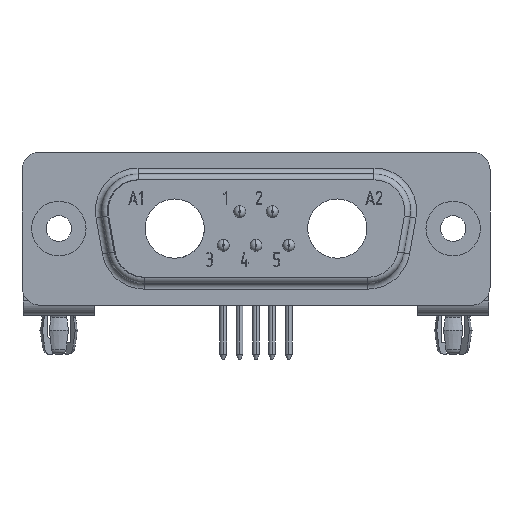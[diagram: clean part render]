
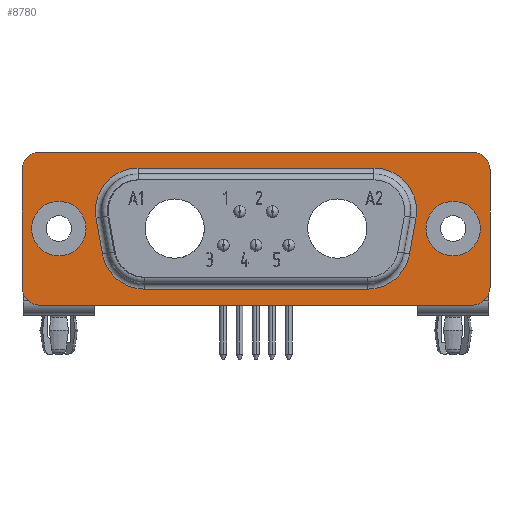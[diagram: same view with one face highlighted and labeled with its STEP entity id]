
A CAD part, front view. The second image highlights one B-rep face of the part: STEP entity #8780.
In plain terms, the highlighted face is planar.
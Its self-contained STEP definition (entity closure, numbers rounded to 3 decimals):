
#550=CARTESIAN_POINT('',(-194.125,176.577,0.66)
);
#560=DIRECTION('',(1.,0.,0.));
#570=VECTOR('',#560,1.);
#580=LINE('',#550,#570);
#590=CARTESIAN_POINT('',(-220.901,176.577,0.66));
#600=VERTEX_POINT('',#590);
#610=CARTESIAN_POINT('',(-210.971,176.577,0.66));
#620=VERTEX_POINT('',#610);
#630=EDGE_CURVE('',#600,#620,#580,.T.);
#4610=CARTESIAN_POINT('',(-210.971,216.097,0.66));
#4620=VERTEX_POINT('',#4610);
#4650=CARTESIAN_POINT('',(-194.125,216.097,0.66
));
#4660=DIRECTION('',(1.,0.,0.));
#4670=VECTOR('',#4660,1.);
#4680=LINE('',#4650,#4670);
#4690=CARTESIAN_POINT('',(-220.901,216.097,0.66));
#4700=VERTEX_POINT('',#4690);
#4710=EDGE_CURVE('',#4700,#4620,#4680,.T.);
#6040=CARTESIAN_POINT('',(-209.471,178.077,0.66));
#6050=VERTEX_POINT('',#6040);
#6080=CARTESIAN_POINT('',(-209.471,175.246,0.66
));
#6090=DIRECTION('',(0.,1.,0.));
#6100=VECTOR('',#6090,1.);
#6110=LINE('',#6080,#6100);
#6120=CARTESIAN_POINT('',(-209.471,214.597,0.66));
#6130=VERTEX_POINT('',#6120);
#6140=EDGE_CURVE('',#6050,#6130,#6110,.T.);
#7020=CARTESIAN_POINT('',(-218.236,179.687,0.66));
#7030=VERTEX_POINT('',#7020);
#7060=CARTESIAN_POINT('',(-215.936,179.687,0.66));
#7070=DIRECTION('',(0.,0.,1.));
#7080=DIRECTION('',(-1.,0.,0.));
#7090=AXIS2_PLACEMENT_3D('',#7060,#7070,#7080);
#7100=CIRCLE('',#7090,2.3);
#7110=CARTESIAN_POINT('',(-213.636,179.687,0.66));
#7120=VERTEX_POINT('',#7110);
#7130=EDGE_CURVE('',#7120,#7030,#7100,.T.);
#7400=CARTESIAN_POINT('',(-212.257,199.67,
0.66));
#7410=DIRECTION('',(0.,0.,1.));
#7420=DIRECTION('',(-1.,0.,0.));
#7430=AXIS2_PLACEMENT_3D('',#7400,#7410,#7420);
#7440=PLANE('',#7430);
#7450=EDGE_CURVE('',#7030,#7120,#7100,.T.);
#7460=ORIENTED_EDGE('',*,*,#7450,.F.);
#7470=ORIENTED_EDGE('',*,*,#7130,.F.);
#7480=EDGE_LOOP('',(#7470,#7460));
#7490=FACE_BOUND('',#7480,.T.);
#7500=CARTESIAN_POINT('',(-214.421,186.377,0.66));
#7510=DIRECTION('',(0.,0.,1.));
#7520=DIRECTION('',(0.,1.,0.));
#7530=AXIS2_PLACEMENT_3D('',#7500,#7510,#7520);
#7540=CIRCLE('',#7530,3.6);
#7550=CARTESIAN_POINT('',(-215.046,182.832,
0.66));
#7560=VERTEX_POINT('',#7550);
#7570=CARTESIAN_POINT('',(-210.821,186.377,0.66));
#7580=VERTEX_POINT('',#7570);
#7590=EDGE_CURVE('',#7560,#7580,#7540,.T.);
#7600=ORIENTED_EDGE('',*,*,#7590,.F.);
#7610=CARTESIAN_POINT('',(-210.821,175.246,0.66
));
#7620=DIRECTION('',(0.,1.,0.));
#7630=VECTOR('',#7620,1.);
#7640=LINE('',#7610,#7630);
#7650=CARTESIAN_POINT('',(-210.821,206.297,0.66));
#7660=VERTEX_POINT('',#7650);
#7670=EDGE_CURVE('',#7580,#7660,#7640,.T.);
#7680=ORIENTED_EDGE('',*,*,#7670,.F.);
#7690=CARTESIAN_POINT('',(-214.421,206.297,0.66));
#7700=DIRECTION('',(0.,0.,1.));
#7710=DIRECTION('',(0.,1.,0.));
#7720=AXIS2_PLACEMENT_3D('',#7690,#7700,#7710);
#7730=CIRCLE('',#7720,3.6);
#7740=CARTESIAN_POINT('',(-215.046,209.843,
0.66));
#7750=VERTEX_POINT('',#7740);
#7760=EDGE_CURVE('',#7660,#7750,#7730,.T.);
#7770=ORIENTED_EDGE('',*,*,#7760,.F.);
#7780=CARTESIAN_POINT('',(-194.125,213.531,
0.66));
#7790=DIRECTION('',(0.985,0.174,
0.));
#7800=VECTOR('',#7790,1.);
#7810=LINE('',#7780,#7800);
#7820=CARTESIAN_POINT('',(-218.076,209.308,
0.66));
#7830=VERTEX_POINT('',#7820);
#7840=EDGE_CURVE('',#7830,#7750,#7810,.T.);
#7850=ORIENTED_EDGE('',*,*,#7840,.T.);
#7860=CARTESIAN_POINT('',(-217.451,205.763,0.66
));
#7870=DIRECTION('',(0.,0.,-1.));
#7880=DIRECTION('',(0.,-1.,0.));
#7890=AXIS2_PLACEMENT_3D('',#7860,#7870,#7880);
#7900=CIRCLE('',#7890,3.6);
#7910=CARTESIAN_POINT('',(-221.051,205.763,0.66
));
#7920=VERTEX_POINT('',#7910);
#7930=EDGE_CURVE('',#7920,#7830,#7900,.T.);
#7940=ORIENTED_EDGE('',*,*,#7930,.T.);
#7950=CARTESIAN_POINT('',(-221.051,175.246,0.66));
#7960=DIRECTION('',(0.,-1.,0.));
#7970=VECTOR('',#7960,1.);
#7980=LINE('',#7950,#7970);
#7990=CARTESIAN_POINT('',(-221.051,186.912,0.66
));
#8000=VERTEX_POINT('',#7990);
#8010=EDGE_CURVE('',#7920,#8000,#7980,.T.);
#8020=ORIENTED_EDGE('',*,*,#8010,.F.);
#8030=CARTESIAN_POINT('',(-217.451,186.912,0.66
));
#8040=DIRECTION('',(0.,0.,1.));
#8050=DIRECTION('',(0.,1.,0.));
#8060=AXIS2_PLACEMENT_3D('',#8030,#8040,#8050);
#8070=CIRCLE('',#8060,3.6);
#8080=CARTESIAN_POINT('',(-218.076,183.366,0.66));
#8090=VERTEX_POINT('',#8080);
#8100=EDGE_CURVE('',#8000,#8090,#8070,.T.);
#8110=ORIENTED_EDGE('',*,*,#8100,.F.);
#8120=CARTESIAN_POINT('',(-194.125,179.143,
0.66));
#8130=DIRECTION('',(-0.985,0.174,
0.));
#8140=VECTOR('',#8130,1.);
#8150=LINE('',#8120,#8140);
#8160=EDGE_CURVE('',#7560,#8090,#8150,.T.);
#8170=ORIENTED_EDGE('',*,*,#8160,.T.);
#8180=EDGE_LOOP('',(#8170,#8110,#8020,#7940,#7850,#7770,#7680,#7600));
#8190=FACE_BOUND('',#8180,.T.);
#8200=CARTESIAN_POINT('',(-215.936,212.987,0.66));
#8210=DIRECTION('',(0.,0.,1.));
#8220=DIRECTION('',(-1.,0.,0.));
#8230=AXIS2_PLACEMENT_3D('',#8200,#8210,#8220);
#8240=CIRCLE('',#8230,2.3);
#8250=CARTESIAN_POINT('',(-218.236,212.987,0.66));
#8260=VERTEX_POINT('',#8250);
#8270=CARTESIAN_POINT('',(-213.636,212.987,0.66));
#8280=VERTEX_POINT('',#8270);
#8290=EDGE_CURVE('',#8260,#8280,#8240,.T.);
#8300=ORIENTED_EDGE('',*,*,#8290,.F.);
#8310=EDGE_CURVE('',#8280,#8260,#8240,.T.);
#8320=ORIENTED_EDGE('',*,*,#8310,.F.);
#8330=EDGE_LOOP('',(#8320,#8300));
#8340=FACE_BOUND('',#8330,.T.);
#8350=CARTESIAN_POINT('',(-220.901,214.597,0.66));
#8360=DIRECTION('',(0.,0.,1.));
#8370=DIRECTION('',(1.,0.,0.));
#8380=AXIS2_PLACEMENT_3D('',#8350,#8360,#8370);
#8390=CIRCLE('',#8380,1.5);
#8400=CARTESIAN_POINT('',(-222.401,214.597,0.66));
#8410=VERTEX_POINT('',#8400);
#8420=EDGE_CURVE('',#4700,#8410,#8390,.T.);
#8430=ORIENTED_EDGE('',*,*,#8420,.T.);
#8440=ORIENTED_EDGE('',*,*,#4710,.F.);
#8450=CARTESIAN_POINT('',(-210.971,214.597,0.66));
#8460=DIRECTION('',(0.,0.,-1.));
#8470=DIRECTION('',(-1.,0.,0.));
#8480=AXIS2_PLACEMENT_3D('',#8450,#8460,#8470);
#8490=CIRCLE('',#8480,1.5);
#8500=EDGE_CURVE('',#4620,#6130,#8490,.T.);
#8510=ORIENTED_EDGE('',*,*,#8500,.F.);
#8520=ORIENTED_EDGE('',*,*,#6140,.T.);
#8530=CARTESIAN_POINT('',(-210.971,178.077,0.66));
#8540=DIRECTION('',(0.,0.,1.));
#8550=DIRECTION('',(0.,1.,0.));
#8560=AXIS2_PLACEMENT_3D('',#8530,#8540,#8550);
#8570=CIRCLE('',#8560,1.5);
#8580=EDGE_CURVE('',#620,#6050,#8570,.T.);
#8590=ORIENTED_EDGE('',*,*,#8580,.T.);
#8600=ORIENTED_EDGE('',*,*,#630,.T.);
#8610=CARTESIAN_POINT('',(-220.901,178.077,0.66));
#8620=DIRECTION('',(0.,0.,-1.));
#8630=DIRECTION('',(0.,-1.,0.));
#8640=AXIS2_PLACEMENT_3D('',#8610,#8620,#8630);
#8650=CIRCLE('',#8640,1.5);
#8660=CARTESIAN_POINT('',(-222.401,178.077,0.66));
#8670=VERTEX_POINT('',#8660);
#8680=EDGE_CURVE('',#600,#8670,#8650,.T.);
#8690=ORIENTED_EDGE('',*,*,#8680,.F.);
#8700=CARTESIAN_POINT('',(-222.401,175.246,0.66
));
#8710=DIRECTION('',(0.,-1.,0.));
#8720=VECTOR('',#8710,1.);
#8730=LINE('',#8700,#8720);
#8740=EDGE_CURVE('',#8410,#8670,#8730,.T.);
#8750=ORIENTED_EDGE('',*,*,#8740,.T.);
#8760=EDGE_LOOP('',(#8750,#8690,#8600,#8590,#8520,#8510,#8440,#8430));
#8770=FACE_OUTER_BOUND('',#8760,.T.);
#8780=ADVANCED_FACE('',(#7490,#8190,#8340,#8770),#7440,.T.);
